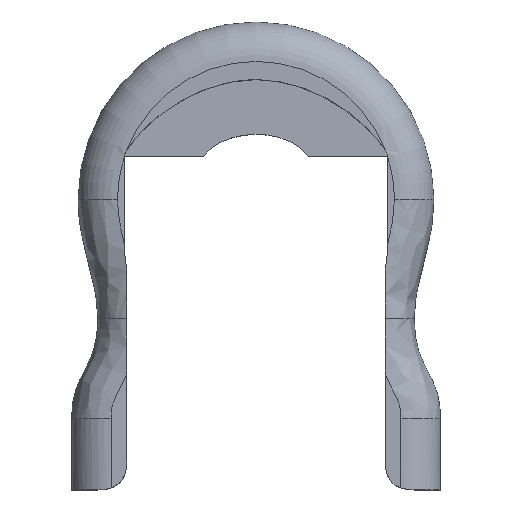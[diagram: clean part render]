
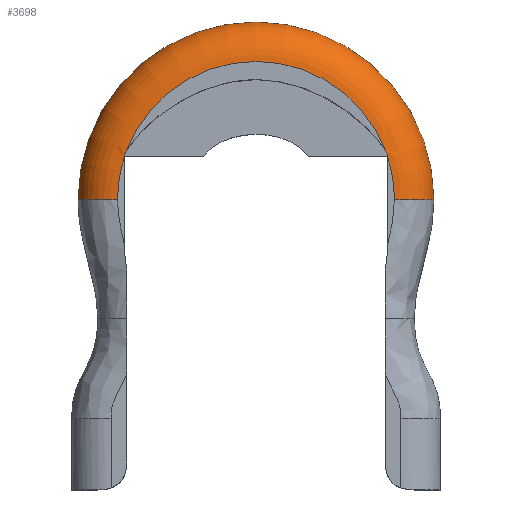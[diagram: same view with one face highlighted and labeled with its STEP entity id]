
A CAD part, top view. The second image highlights one B-rep face of the part: STEP entity #3698.
In plain terms, the highlighted toroidal (fillet/blend) face has major radius 5.25 mm and minor radius 1.5 mm.
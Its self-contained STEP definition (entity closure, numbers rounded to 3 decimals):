
#34=CARTESIAN_POINT('',(4.894,-80.313,11.308));
#35=VERTEX_POINT('',#34);
#64=CARTESIAN_POINT('',(-4.894,-80.313,11.308));
#65=VERTEX_POINT('',#64);
#66=CARTESIAN_POINT('',(0.,-82.212,11.308));
#67=DIRECTION('',(0.,-0.,1.));
#68=DIRECTION('',(0.,-1.,-0.));
#69=AXIS2_PLACEMENT_3D('',#66,#67,#68);
#70=CIRCLE('',#69,5.25);
#71=EDGE_CURVE('',#35,#65,#70,.T.);
#111=CARTESIAN_POINT('',(-5.,-80.612,11.308));
#112=VERTEX_POINT('',#111);
#119=CARTESIAN_POINT('',(-5.25,-82.212,11.308));
#120=VERTEX_POINT('',#119);
#121=CARTESIAN_POINT('',(0.,-82.212,11.308));
#122=DIRECTION('',(0.,-0.,1.));
#123=DIRECTION('',(0.,-1.,-0.));
#124=AXIS2_PLACEMENT_3D('',#121,#122,#123);
#125=CIRCLE('',#124,5.25);
#126=EDGE_CURVE('',#112,#120,#125,.T.);
#214=CARTESIAN_POINT('',(5.25,-82.212,11.308));
#215=VERTEX_POINT('',#214);
#226=CARTESIAN_POINT('',(5.,-80.612,11.308));
#227=VERTEX_POINT('',#226);
#228=CARTESIAN_POINT('',(0.,-82.212,11.308));
#229=DIRECTION('',(0.,-0.,1.));
#230=DIRECTION('',(0.,-1.,-0.));
#231=AXIS2_PLACEMENT_3D('',#228,#229,#230);
#232=CIRCLE('',#231,5.25);
#233=EDGE_CURVE('',#215,#227,#232,.T.);
#612=CARTESIAN_POINT('',(-5.,-80.572,11.308));
#613=VERTEX_POINT('',#612);
#622=CARTESIAN_POINT('',(-5.,-80.572,11.308));
#623=CARTESIAN_POINT('',(-5.,-80.585,11.308));
#624=CARTESIAN_POINT('',(-5.,-80.599,11.308));
#625=CARTESIAN_POINT('',(-5.,-80.612,11.308));
#626=B_SPLINE_CURVE_WITH_KNOTS('',3,(#622,#623,#624,#625),.UNSPECIFIED.,.F.,.F.,(4,4),(0.,0.),.UNSPECIFIED.);
#627=EDGE_CURVE('',#613,#112,#626,.T.);
#669=CARTESIAN_POINT('',(5.,-80.572,11.308));
#670=VERTEX_POINT('',#669);
#671=CARTESIAN_POINT('',(5.,-80.612,11.308));
#672=CARTESIAN_POINT('',(5.,-80.599,11.308));
#673=CARTESIAN_POINT('',(5.,-80.585,11.308));
#674=CARTESIAN_POINT('',(5.,-80.572,11.308));
#675=B_SPLINE_CURVE_WITH_KNOTS('',3,(#671,#672,#673,#674),.UNSPECIFIED.,.F.,.F.,(4,4),(0.,0.),.UNSPECIFIED.);
#676=EDGE_CURVE('',#227,#670,#675,.T.);
#756=CARTESIAN_POINT('',(0.,-75.462,9.808));
#757=VERTEX_POINT('',#756);
#791=CARTESIAN_POINT('',(-6.75,-82.212,9.808));
#792=VERTEX_POINT('',#791);
#799=CARTESIAN_POINT('',(0.,-82.212,9.808));
#800=DIRECTION('',(-0.,0.,-1.));
#801=DIRECTION('',(0.,-1.,-0.));
#802=AXIS2_PLACEMENT_3D('',#799,#800,#801);
#803=CIRCLE('',#802,6.75);
#804=EDGE_CURVE('',#792,#757,#803,.T.);
#1250=CARTESIAN_POINT('',(6.75,-82.212,9.808));
#1251=VERTEX_POINT('',#1250);
#1509=CARTESIAN_POINT('',(-4.894,-80.313,11.308));
#1510=CARTESIAN_POINT('',(-4.919,-80.354,11.308));
#1511=CARTESIAN_POINT('',(-4.941,-80.395,11.308));
#1512=CARTESIAN_POINT('',(-4.961,-80.438,11.308));
#1513=CARTESIAN_POINT('',(-4.97,-80.459,11.308));
#1514=CARTESIAN_POINT('',(-4.979,-80.481,11.308));
#1515=CARTESIAN_POINT('',(-4.987,-80.503,11.308));
#1516=CARTESIAN_POINT('',(-4.994,-80.526,11.308));
#1517=CARTESIAN_POINT('',(-5.,-80.548,11.308));
#1518=CARTESIAN_POINT('',(-5.,-80.572,11.308));
#1519=B_SPLINE_CURVE_WITH_KNOTS('',3,(#1509,#1510,#1511,#1512,#1513,#1514,#1515,#1516,#1517,#1518),.UNSPECIFIED.,.F.,.F.,(4,3,3,4),(0.,0.,0.,0.),.UNSPECIFIED.);
#1520=EDGE_CURVE('',#65,#613,#1519,.T.);
#1543=CARTESIAN_POINT('',(5.,-80.572,11.308));
#1544=CARTESIAN_POINT('',(5.,-80.548,11.308));
#1545=CARTESIAN_POINT('',(4.994,-80.525,11.308));
#1546=CARTESIAN_POINT('',(4.986,-80.503,11.308));
#1547=CARTESIAN_POINT('',(4.979,-80.481,11.308));
#1548=CARTESIAN_POINT('',(4.97,-80.459,11.308));
#1549=CARTESIAN_POINT('',(4.961,-80.438,11.308));
#1550=CARTESIAN_POINT('',(4.941,-80.395,11.308));
#1551=CARTESIAN_POINT('',(4.919,-80.354,11.308));
#1552=CARTESIAN_POINT('',(4.894,-80.313,11.308));
#1553=B_SPLINE_CURVE_WITH_KNOTS('',3,(#1543,#1544,#1545,#1546,#1547,#1548,#1549,#1550,#1551,#1552),.UNSPECIFIED.,.F.,.F.,(4,3,3,4),(0.,0.,0.,0.),.UNSPECIFIED.);
#1554=EDGE_CURVE('',#670,#35,#1553,.T.);
#3343=CARTESIAN_POINT('',(5.25,-82.212,9.808));
#3344=DIRECTION('',(-0.,1.,-0.));
#3345=DIRECTION('',(1.,0.,-0.));
#3346=AXIS2_PLACEMENT_3D('',#3343,#3344,#3345);
#3347=CIRCLE('',#3346,1.5);
#3348=EDGE_CURVE('',#215,#1251,#3347,.T.);
#3660=CARTESIAN_POINT('',(-5.25,-82.212,9.808));
#3661=DIRECTION('',(-0.,1.,0.));
#3662=DIRECTION('',(1.,0.,-0.));
#3663=AXIS2_PLACEMENT_3D('',#3660,#3661,#3662);
#3664=CIRCLE('',#3663,1.5);
#3665=EDGE_CURVE('',#792,#120,#3664,.T.);
#3674=CARTESIAN_POINT('',(0.,-82.212,9.808));
#3675=DIRECTION('',(0.,-0.,1.));
#3676=DIRECTION('',(0.,-1.,-0.));
#3677=AXIS2_PLACEMENT_3D('',#3674,#3675,#3676);
#3678=TOROIDAL_SURFACE('',#3677,5.25,1.5);
#3679=ORIENTED_EDGE('',*,*,#3348,.T.);
#3680=CARTESIAN_POINT('',(0.,-82.212,9.808));
#3681=DIRECTION('',(-0.,0.,-1.));
#3682=DIRECTION('',(0.,-1.,-0.));
#3683=AXIS2_PLACEMENT_3D('',#3680,#3681,#3682);
#3684=CIRCLE('',#3683,6.75);
#3685=EDGE_CURVE('',#757,#1251,#3684,.T.);
#3686=ORIENTED_EDGE('',*,*,#3685,.F.);
#3687=ORIENTED_EDGE('',*,*,#804,.F.);
#3688=ORIENTED_EDGE('',*,*,#3665,.T.);
#3689=ORIENTED_EDGE('',*,*,#126,.F.);
#3690=ORIENTED_EDGE('',*,*,#627,.F.);
#3691=ORIENTED_EDGE('',*,*,#1520,.F.);
#3692=ORIENTED_EDGE('',*,*,#71,.F.);
#3693=ORIENTED_EDGE('',*,*,#1554,.F.);
#3694=ORIENTED_EDGE('',*,*,#676,.F.);
#3695=ORIENTED_EDGE('',*,*,#233,.F.);
#3696=EDGE_LOOP('',(#3679,#3686,#3687,#3688,#3689,#3690,#3691,#3692,#3693,#3694,#3695));
#3697=FACE_BOUND('',#3696,.T.);
#3698=ADVANCED_FACE('',(#3697),#3678,.T.);
